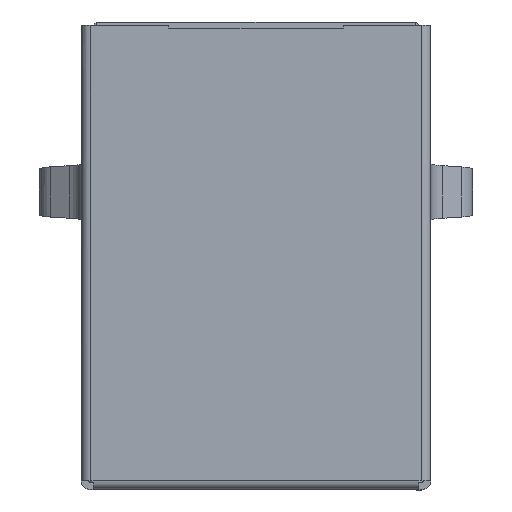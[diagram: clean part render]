
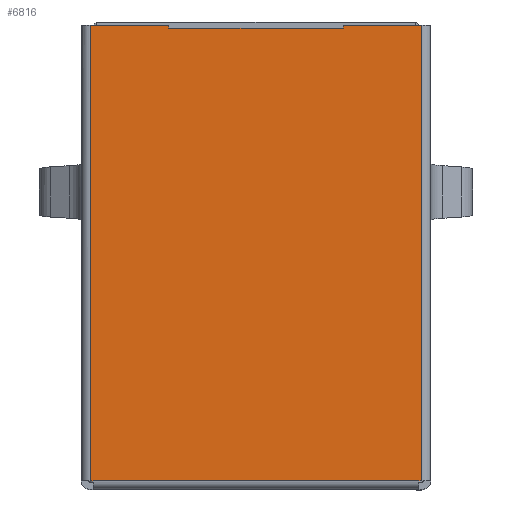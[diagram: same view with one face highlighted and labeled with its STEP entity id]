
A CAD part, top view. The second image highlights one B-rep face of the part: STEP entity #6816.
In plain terms, the highlighted planar face has unit normal (0, 0, 1).
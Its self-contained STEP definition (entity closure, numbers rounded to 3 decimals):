
#6797=AXIS2_PLACEMENT_3D('Plane Axis2P3D',#6794,#6795,#6796) ;
#631=CARTESIAN_POINT('Vertex',(13.09,0.3,14.87)) ;
#2377=CARTESIAN_POINT('Vertex',(1.85,0.3,14.87)) ;
#2510=CARTESIAN_POINT('Vertex',(13.19,0.3,14.87)) ;
#2513=CARTESIAN_POINT('Line Origine',(13.14,0.3,14.87)) ;
#2533=CARTESIAN_POINT('Line Origine',(1.75,0.3,14.87)) ;
#6460=CARTESIAN_POINT('Line Origine',(1.8,0.3,14.87)) ;
#6464=CARTESIAN_POINT('Vertex',(1.75,0.3,14.87)) ;
#6535=CARTESIAN_POINT('Vertex',(1.75,16.,14.87)) ;
#6538=CARTESIAN_POINT('Line Origine',(3.11,16.,14.87)) ;
#6542=CARTESIAN_POINT('Vertex',(4.47,16.,14.87)) ;
#6571=CARTESIAN_POINT('Vertex',(4.47,15.9,14.87)) ;
#6574=CARTESIAN_POINT('Line Origine',(4.47,15.95,14.87)) ;
#6592=CARTESIAN_POINT('Line Origine',(7.47,15.9,14.87)) ;
#6596=CARTESIAN_POINT('Vertex',(10.47,15.9,14.87)) ;
#6617=CARTESIAN_POINT('Line Origine',(10.47,15.95,14.87)) ;
#6621=CARTESIAN_POINT('Vertex',(10.47,16.,14.87)) ;
#6642=CARTESIAN_POINT('Line Origine',(11.83,16.,14.87)) ;
#6646=CARTESIAN_POINT('Vertex',(13.19,16.,14.87)) ;
#6776=CARTESIAN_POINT('Line Origine',(13.19,26.724,14.87)) ;
#6794=CARTESIAN_POINT('Axis2P3D Location',(13.19,0.,14.87)) ;
#6799=CARTESIAN_POINT('Line Origine',(1.75,8.15,14.87)) ;
#2514=DIRECTION('Vector Direction',(1.,0.,0.)) ;
#2534=DIRECTION('Vector Direction',(1.,0.,0.)) ;
#6461=DIRECTION('Vector Direction',(-1.,0.,0.)) ;
#6539=DIRECTION('Vector Direction',(-1.,0.,0.)) ;
#6575=DIRECTION('Vector Direction',(0.,-1.,0.)) ;
#6593=DIRECTION('Vector Direction',(1.,0.,0.)) ;
#6618=DIRECTION('Vector Direction',(0.,1.,0.)) ;
#6643=DIRECTION('Vector Direction',(-1.,0.,0.)) ;
#6777=DIRECTION('Vector Direction',(0.,-1.,0.)) ;
#6795=DIRECTION('Axis2P3D Direction',(-0.,0.,1.)) ;
#6796=DIRECTION('Axis2P3D XDirection',(0.,-1.,0.)) ;
#6800=DIRECTION('Vector Direction',(0.,-1.,0.)) ;
#2515=VECTOR('Line Direction',#2514,1.) ;
#2535=VECTOR('Line Direction',#2534,1.) ;
#6462=VECTOR('Line Direction',#6461,1.) ;
#6540=VECTOR('Line Direction',#6539,1.) ;
#6576=VECTOR('Line Direction',#6575,1.) ;
#6594=VECTOR('Line Direction',#6593,1.) ;
#6619=VECTOR('Line Direction',#6618,1.) ;
#6644=VECTOR('Line Direction',#6643,1.) ;
#6778=VECTOR('Line Direction',#6777,1.) ;
#6801=VECTOR('Line Direction',#6800,1.) ;
#6805=ORIENTED_EDGE('',*,*,#6598,.F.) ;
#6806=ORIENTED_EDGE('',*,*,#6578,.F.) ;
#6807=ORIENTED_EDGE('',*,*,#6544,.T.) ;
#6808=ORIENTED_EDGE('',*,*,#6803,.T.) ;
#6809=ORIENTED_EDGE('',*,*,#6466,.F.) ;
#6810=ORIENTED_EDGE('',*,*,#2537,.T.) ;
#6811=ORIENTED_EDGE('',*,*,#2517,.T.) ;
#6812=ORIENTED_EDGE('',*,*,#6780,.T.) ;
#6813=ORIENTED_EDGE('',*,*,#6648,.T.) ;
#6814=ORIENTED_EDGE('',*,*,#6623,.F.) ;
#6816=ADVANCED_FACE('Socket',(#6815),#6798,.T.) ;
#2517=EDGE_CURVE('',#632,#2511,#2516,.T.) ;
#2537=EDGE_CURVE('',#2378,#632,#2536,.T.) ;
#6466=EDGE_CURVE('',#2378,#6465,#6463,.T.) ;
#6544=EDGE_CURVE('',#6543,#6536,#6541,.T.) ;
#6578=EDGE_CURVE('',#6543,#6572,#6577,.T.) ;
#6598=EDGE_CURVE('',#6572,#6597,#6595,.T.) ;
#6623=EDGE_CURVE('',#6597,#6622,#6620,.T.) ;
#6648=EDGE_CURVE('',#6647,#6622,#6645,.T.) ;
#6780=EDGE_CURVE('',#2511,#6647,#6779,.F.) ;
#6803=EDGE_CURVE('',#6536,#6465,#6802,.T.) ;
#6804=EDGE_LOOP('',(#6805,#6806,#6807,#6808,#6809,#6810,#6811,#6812,#6813,#6814)) ;
#6815=FACE_OUTER_BOUND('',#6804,.T.) ;
#2516=LINE('Line',#2513,#2515) ;
#2536=LINE('Line',#2533,#2535) ;
#6463=LINE('Line',#6460,#6462) ;
#6541=LINE('Line',#6538,#6540) ;
#6577=LINE('Line',#6574,#6576) ;
#6595=LINE('Line',#6592,#6594) ;
#6620=LINE('Line',#6617,#6619) ;
#6645=LINE('Line',#6642,#6644) ;
#6779=LINE('Line',#6776,#6778) ;
#6802=LINE('Line',#6799,#6801) ;
#6798=PLANE('',#6797) ;
#632=VERTEX_POINT('',#631) ;
#2378=VERTEX_POINT('',#2377) ;
#2511=VERTEX_POINT('',#2510) ;
#6465=VERTEX_POINT('',#6464) ;
#6536=VERTEX_POINT('',#6535) ;
#6543=VERTEX_POINT('',#6542) ;
#6572=VERTEX_POINT('',#6571) ;
#6597=VERTEX_POINT('',#6596) ;
#6622=VERTEX_POINT('',#6621) ;
#6647=VERTEX_POINT('',#6646) ;
